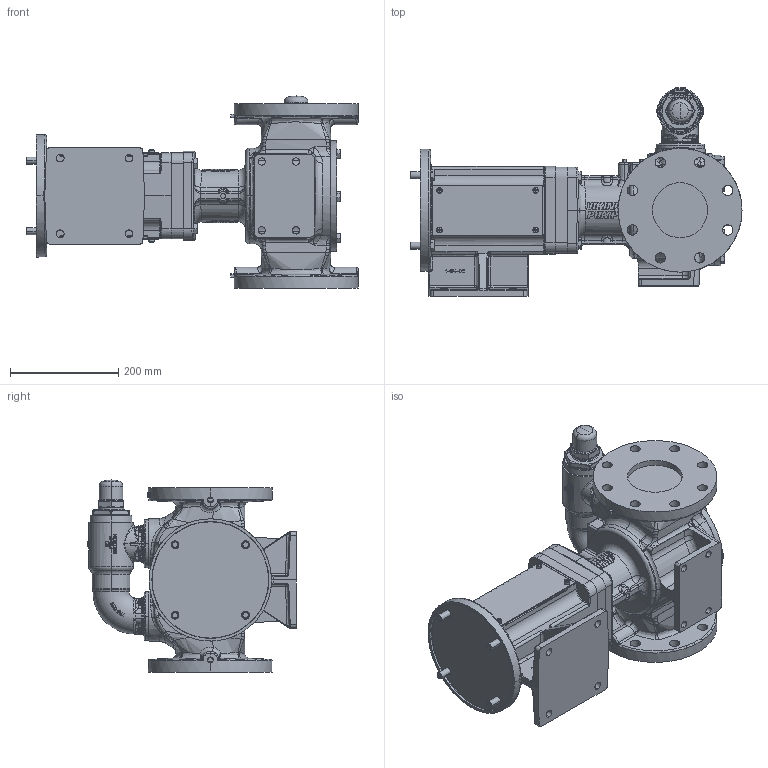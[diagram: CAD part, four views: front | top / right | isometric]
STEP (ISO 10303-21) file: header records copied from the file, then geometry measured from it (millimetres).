
FILE_DESCRIPTION (( 'STEP AP214' ), '1' );
FILE_NAME ('KE4195-M_(254-256TC).STEP', '2017-02-27T18:48:11', ( '' ), ( '' ), 'SwSTEP 2.0', 'SolidWorks 2016', '' );
FILE_SCHEMA (( 'AUTOMOTIVE_DESIGN' ));
Length unit declared in the file: inch
Products named in the file (2): KE4195-M_(254-256TC)
Bounding box: 612.9 x 385.27 x 354.46 mm (x, y, z)
Volume: 18872831.2 mm3; surface area: 952885.4 mm2
Topology: 1 solids, 6 shells, 3659 faces, 9375 edges, 5837 vertices
Faces by surface type: bspline 1312, plane 1272, cylinder 628, cone 205, torus 176, sphere 66
Entity records: 241415 total; most frequent: CARTESIAN_POINT 147543, ORIENTED_EDGE 18554, DIRECTION 12399, EDGE_CURVE 9277, VERTEX_POINT 5837, AXIS2_PLACEMENT_3D 4555, EDGE_LOOP 3926, FACE_OUTER_BOUND 3659
